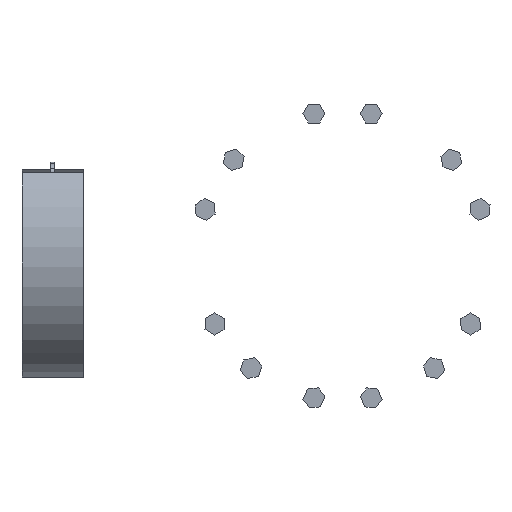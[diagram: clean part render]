
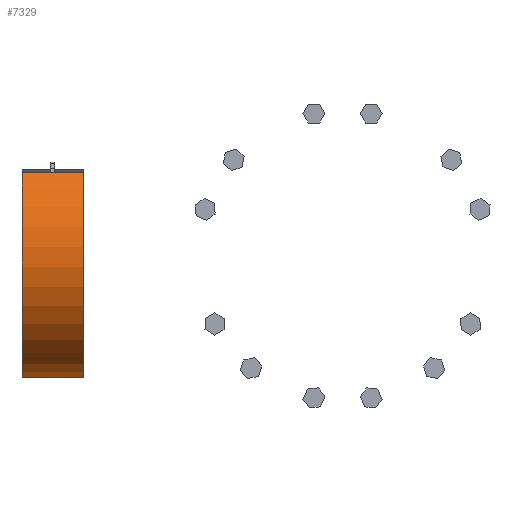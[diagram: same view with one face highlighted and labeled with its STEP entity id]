
A CAD part, left-side view. The second image highlights one B-rep face of the part: STEP entity #7329.
In plain terms, the highlighted cylindrical face has radius 102.87 mm (diameter 205.74 mm), a partial arc.
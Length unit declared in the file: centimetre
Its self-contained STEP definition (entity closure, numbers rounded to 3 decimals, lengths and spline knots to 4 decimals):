
#98 = CARTESIAN_POINT ( 'NONE',  ( 0., 113.72, 0. ) ) ;
#630 = CARTESIAN_POINT ( 'NONE',  ( 7.4081, 113.7202, 7.1374 ) ) ;
#645 = CYLINDRICAL_SURFACE ( 'NONE', #2565, 10.287 ) ;
#1075 = EDGE_CURVE ( 'NONE', #1958, #10975, #2893, .T. ) ;
#1489 = VERTEX_POINT ( 'NONE', #8609 ) ;
#1705 = DIRECTION ( 'NONE',  ( 0., -1., 0. ) ) ;
#1958 = VERTEX_POINT ( 'NONE', #10962 ) ;
#2066 = EDGE_CURVE ( 'NONE', #1489, #6973, #6531, .T. ) ;
#2498 = CARTESIAN_POINT ( 'NONE',  ( 1.9783, 108.64, -10.095 ) ) ;
#2565 = AXIS2_PLACEMENT_3D ( 'NONE', #12245, #4504, #9282 ) ;
#2674 = CARTESIAN_POINT ( 'NONE',  ( 0., 108.64, 0. ) ) ;
#2824 = EDGE_LOOP ( 'NONE', ( #6972, #4650, #7398, #5153 ) ) ;
#2893 = CIRCLE ( 'NONE', #10575, 10.287 ) ;
#4141 = EDGE_CURVE ( 'NONE', #10975, #6973, #10020, .T. ) ;
#4504 = DIRECTION ( 'NONE',  ( 0., -1., 0. ) ) ;
#4650 = ORIENTED_EDGE ( 'NONE', *, *, #12385, .T. ) ;
#5052 = CARTESIAN_POINT ( 'NONE',  ( 1.9783, 113.72, -10.095 ) ) ;
#5153 = ORIENTED_EDGE ( 'NONE', *, *, #4141, .F. ) ;
#6531 = CIRCLE ( 'NONE', #9171, 10.287 ) ;
#6871 = DIRECTION ( 'NONE',  ( 0., 0., 1. ) ) ;
#6888 = DIRECTION ( 'NONE',  ( 0., 1., 0. ) ) ;
#6972 = ORIENTED_EDGE ( 'NONE', *, *, #1075, .F. ) ;
#6973 = VERTEX_POINT ( 'NONE', #2498 ) ;
#7329 = ADVANCED_FACE ( 'NONE', ( #9324 ), #645, .T. ) ;
#7398 = ORIENTED_EDGE ( 'NONE', *, *, #2066, .T. ) ;
#7983 = CARTESIAN_POINT ( 'NONE',  ( 1.9783, 113.72, -10.095 ) ) ;
#8190 = VECTOR ( 'NONE', #11037, 100. ) ;
#8609 = CARTESIAN_POINT ( 'NONE',  ( 7.4081, 108.64, 7.1374 ) ) ;
#9171 = AXIS2_PLACEMENT_3D ( 'NONE', #2674, #6888, #9453 ) ;
#9239 = LINE ( 'NONE', #630, #9934 ) ;
#9282 = DIRECTION ( 'NONE',  ( 0., 0., -1. ) ) ;
#9324 = FACE_OUTER_BOUND ( 'NONE', #2824, .T. ) ;
#9453 = DIRECTION ( 'NONE',  ( 0., 0., 1. ) ) ;
#9934 = VECTOR ( 'NONE', #1705, 100. ) ;
#10020 = LINE ( 'NONE', #7983, #8190 ) ;
#10575 = AXIS2_PLACEMENT_3D ( 'NONE', #98, #10677, #6871 ) ;
#10677 = DIRECTION ( 'NONE',  ( 0., 1., 0. ) ) ;
#10962 = CARTESIAN_POINT ( 'NONE',  ( 7.4081, 113.72, 7.1374 ) ) ;
#10975 = VERTEX_POINT ( 'NONE', #5052 ) ;
#11037 = DIRECTION ( 'NONE',  ( 0., -1., 0. ) ) ;
#12245 = CARTESIAN_POINT ( 'NONE',  ( 0., 113.72, 0. ) ) ;
#12385 = EDGE_CURVE ( 'NONE', #1958, #1489, #9239, .T. ) ;
